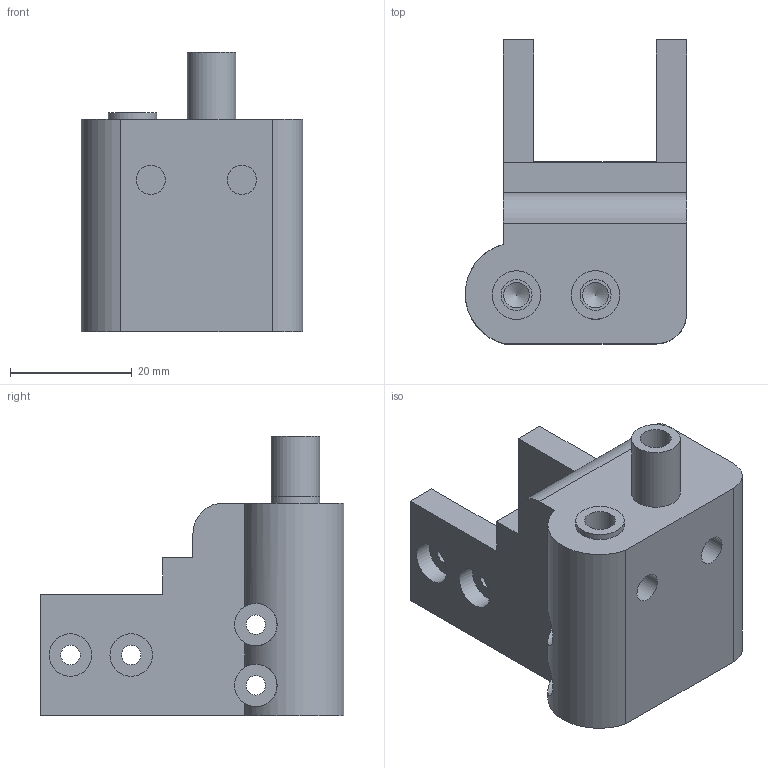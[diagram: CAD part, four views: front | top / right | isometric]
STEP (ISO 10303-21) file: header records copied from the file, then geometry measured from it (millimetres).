
FILE_DESCRIPTION(('FreeCAD Model'),'2;1');
FILE_NAME('Open CASCADE Shape Model','2025-03-21T19:39:53',(''),(''), 'Open CASCADE STEP processor 7.8','FreeCAD','Unknown');
FILE_SCHEMA(('AUTOMOTIVE_DESIGN { 1 0 10303 214 1 1 1 1 }'));
Length unit declared in the file: millimetre
Products named in the file (1): idlerv3_left
Bounding box: 36.44 x 50 x 46 mm (x, y, z)
Volume: 26226.9 mm3; surface area: 11374.1 mm2
Topology: 1 solids, 1 shells, 69 faces, 155 edges, 102 vertices
Faces by surface type: plane 42, cylinder 25, cone 2
Full cylindrical faces by diameter (mm): 3.2 x8, 4.8 x2, 5.1 x2, 7 x8, 8 x2
Entity records: 2159 total; most frequent: CARTESIAN_POINT 523, DIRECTION 339, ORIENTED_EDGE 306, EDGE_CURVE 153, AXIS2_PLACEMENT_3D 122, VERTEX_POINT 102, FACE_BOUND 101, EDGE_LOOP 101
